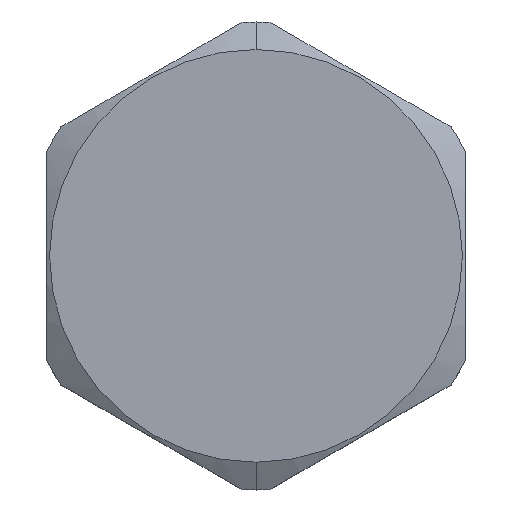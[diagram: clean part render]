
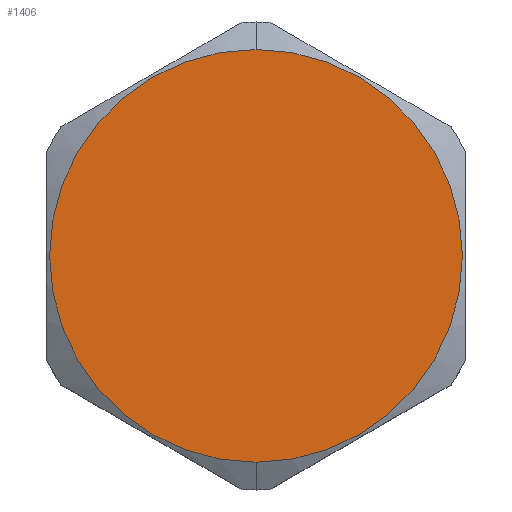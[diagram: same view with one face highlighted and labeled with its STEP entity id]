
A CAD part, top view. The second image highlights one B-rep face of the part: STEP entity #1406.
In plain terms, the highlighted planar face has unit normal (0, 0, 1).
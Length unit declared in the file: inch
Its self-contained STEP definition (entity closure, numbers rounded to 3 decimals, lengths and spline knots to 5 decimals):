
#43=CARTESIAN_POINT('',(0.,0.,0.452));
#44=DIRECTION('',(0.,0.,1.));
#45=DIRECTION('',(0.,-1.,0.));
#46=AXIS2_PLACEMENT_3D('',#43,#44,#45);
#48=CARTESIAN_POINT('',(0.,0.,0.452));
#49=DIRECTION('',(0.,0.,1.));
#50=DIRECTION('',(0.,1.,0.));
#51=AXIS2_PLACEMENT_3D('',#48,#49,#50);
#1241=CARTESIAN_POINT('',(0.,-0.4315,0.452));
#1242=CARTESIAN_POINT('',(0.,0.4315,0.452));
#1243=VERTEX_POINT('',#1241);
#1244=VERTEX_POINT('',#1242);
#1396=CARTESIAN_POINT('',(0.,0.,0.452));
#1397=DIRECTION('',(0.,0.,1.));
#1398=DIRECTION('',(0.,1.,0.));
#1399=AXIS2_PLACEMENT_3D('',#1396,#1397,#1398);
#1400=PLANE('',#1399);
#1401=ORIENTED_EDGE('',*,*,#1374,.F.);
#1403=ORIENTED_EDGE('',*,*,#1402,.F.);
#1404=EDGE_LOOP('',(#1401,#1403));
#1405=FACE_OUTER_BOUND('',#1404,.F.);
#1406=ADVANCED_FACE('',(#1405),#1400,.T.);
#47=CIRCLE('',#46,0.4315);
#52=CIRCLE('',#51,0.4315);
#1374=EDGE_CURVE('',#1243,#1244,#47,.T.);
#1402=EDGE_CURVE('',#1244,#1243,#52,.T.);
